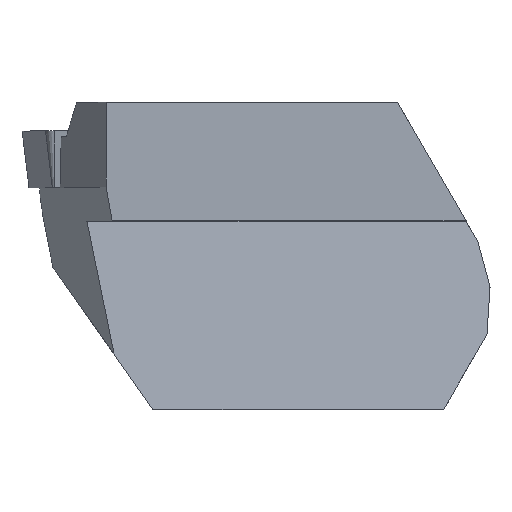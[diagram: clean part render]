
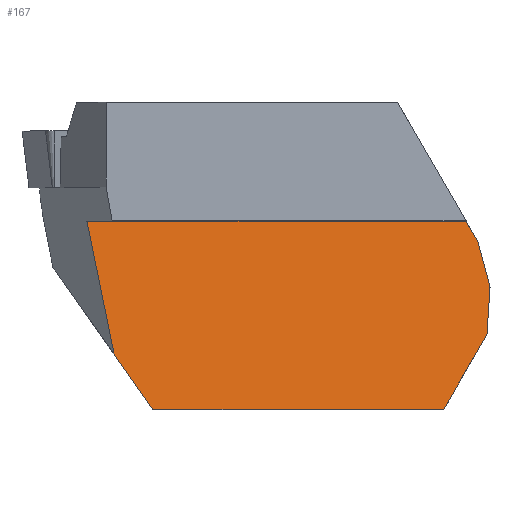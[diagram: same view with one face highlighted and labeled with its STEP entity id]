
A CAD part, top view. The second image highlights one B-rep face of the part: STEP entity #167.
In plain terms, the highlighted planar face has unit normal (0, 0.139, 0.99).
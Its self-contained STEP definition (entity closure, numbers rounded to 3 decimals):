
#167=ADVANCED_FACE('',(#249),#215,.T.);
#215=PLANE('',#1029);
#249=FACE_OUTER_BOUND('',#287,.T.);
#287=EDGE_LOOP('',(#562,#563,#564,#565,#566,#567,#568,#569));
#350=LINE('',#1394,#437);
#373=LINE('',#1445,#460);
#374=LINE('',#1447,#461);
#375=LINE('',#1448,#462);
#376=LINE('',#1450,#463);
#377=LINE('',#1452,#464);
#378=LINE('',#1454,#465);
#379=LINE('',#1456,#466);
#437=VECTOR('',#1125,1.);
#460=VECTOR('',#1164,1.);
#461=VECTOR('',#1167,1.);
#462=VECTOR('',#1168,1.);
#463=VECTOR('',#1169,1.);
#464=VECTOR('',#1170,1.);
#465=VECTOR('',#1171,1.);
#466=VECTOR('',#1172,1.);
#562=ORIENTED_EDGE('',*,*,#872,.F.);
#563=ORIENTED_EDGE('',*,*,#871,.T.);
#564=ORIENTED_EDGE('',*,*,#873,.T.);
#565=ORIENTED_EDGE('',*,*,#874,.F.);
#566=ORIENTED_EDGE('',*,*,#875,.F.);
#567=ORIENTED_EDGE('',*,*,#876,.T.);
#568=ORIENTED_EDGE('',*,*,#877,.T.);
#569=ORIENTED_EDGE('',*,*,#845,.T.);
#762=VERTEX_POINT('',#1393);
#763=VERTEX_POINT('',#1395);
#778=VERTEX_POINT('',#1436);
#782=VERTEX_POINT('',#1444);
#783=VERTEX_POINT('',#1449);
#784=VERTEX_POINT('',#1451);
#785=VERTEX_POINT('',#1453);
#786=VERTEX_POINT('',#1455);
#845=EDGE_CURVE('',#763,#762,#350,.T.);
#871=EDGE_CURVE('',#778,#782,#373,.T.);
#872=EDGE_CURVE('',#778,#762,#374,.T.);
#873=EDGE_CURVE('',#782,#783,#375,.T.);
#874=EDGE_CURVE('',#784,#783,#376,.T.);
#875=EDGE_CURVE('',#785,#784,#377,.T.);
#876=EDGE_CURVE('',#785,#786,#378,.T.);
#877=EDGE_CURVE('',#786,#763,#379,.T.);
#1029=AXIS2_PLACEMENT_3D('',#1457,#1173,#1174);
#1125=DIRECTION('',(0.198,-0.971,0.136));
#1164=DIRECTION('',(1.,0.,0.));
#1167=DIRECTION('',(-0.57,0.814,-0.114));
#1168=DIRECTION('',(0.496,0.86,-0.121));
#1169=DIRECTION('',(-0.064,-0.988,0.139));
#1170=DIRECTION('',(0.256,-0.957,0.135));
#1171=DIRECTION('',(-0.496,0.86,-0.121));
#1172=DIRECTION('',(-1.,0.,0.));
#1173=DIRECTION('',(0.,0.139,0.99));
#1174=DIRECTION('',(0.,-0.99,0.139));
#1393=CARTESIAN_POINT('',(-15.545,-8.578,0.784));
#1394=CARTESIAN_POINT('',(-16.372,-4.519,0.213));
#1395=CARTESIAN_POINT('',(-16.682,-3.,0.));
#1436=CARTESIAN_POINT('',(-13.919,-10.9,1.11));
#1444=CARTESIAN_POINT('',(-1.707,-10.9,1.11));
#1445=CARTESIAN_POINT('',(-8.772,-10.9,1.11));
#1447=CARTESIAN_POINT('',(-15.983,-7.951,0.696));
#1448=CARTESIAN_POINT('',(-0.909,-9.518,0.916));
#1449=CARTESIAN_POINT('',(0.108,-7.756,0.668));
#1450=CARTESIAN_POINT('',(0.378,-3.58,0.082));
#1451=CARTESIAN_POINT('',(0.237,-5.766,0.389));
#1452=CARTESIAN_POINT('',(-1.048,-0.97,-0.285));
#1453=CARTESIAN_POINT('',(-0.275,-3.853,0.12));
#1454=CARTESIAN_POINT('',(-2.74,0.415,-0.48));
#1455=CARTESIAN_POINT('',(-0.768,-3.,0.));
#1456=CARTESIAN_POINT('',(-19.75,-3.,0.));
#1457=CARTESIAN_POINT('',(-8.772,-3.,0.));
